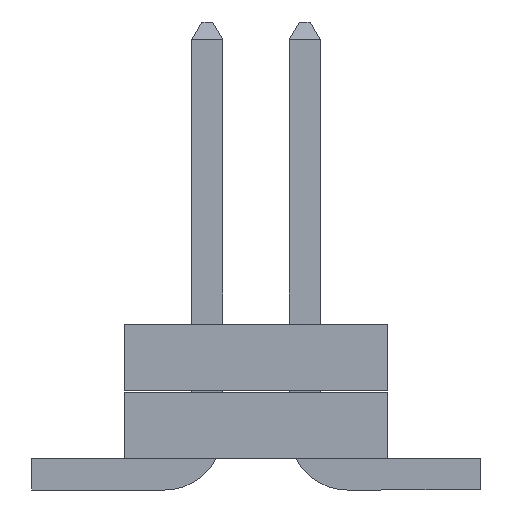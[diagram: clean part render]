
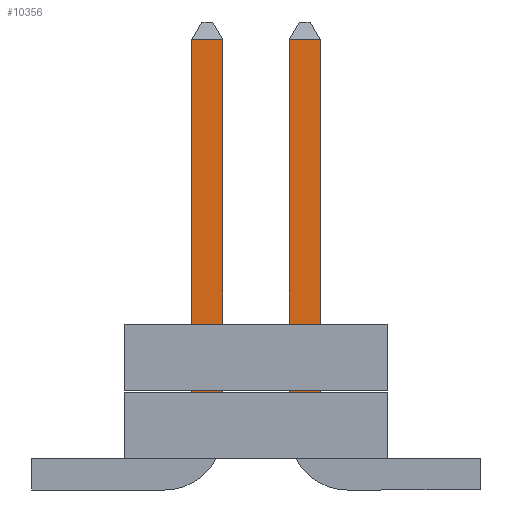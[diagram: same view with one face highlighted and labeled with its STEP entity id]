
A CAD part, left-side view. The second image highlights one B-rep face of the part: STEP entity #10356.
In plain terms, the highlighted planar face has unit normal (-1, 0, 0).
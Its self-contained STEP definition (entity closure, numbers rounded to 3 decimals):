
#221 = VERTEX_POINT('',#222);
#222 = CARTESIAN_POINT('',(-21.158,5.461,0.838));
#1543 = VERTEX_POINT('',#1544);
#1544 = CARTESIAN_POINT('',(-21.158,5.461,-0.838));
#3884 = VERTEX_POINT('',#3885);
#3885 = CARTESIAN_POINT('',(-21.158,5.461,-0.432));
#4909 = VERTEX_POINT('',#4910);
#4910 = CARTESIAN_POINT('',(-21.158,5.461,0.432));
#7001 = EDGE_CURVE('',#221,#7002,#7004,.T.);
#7002 = VERTEX_POINT('',#7003);
#7003 = CARTESIAN_POINT('',(-21.158,0.301,0.838));
#7004 = LINE('',#7005,#7006);
#7005 = CARTESIAN_POINT('',(-21.158,5.461,0.838));
#7006 = VECTOR('',#7007,1.);
#7007 = DIRECTION('',(0.,-1.,0.));
#7791 = EDGE_CURVE('',#7002,#7792,#7794,.T.);
#7792 = VERTEX_POINT('',#7793);
#7793 = CARTESIAN_POINT('',(-21.158,0.301,-0.838));
#7794 = LINE('',#7795,#7796);
#7795 = CARTESIAN_POINT('',(-21.158,0.301,0.838));
#7796 = VECTOR('',#7797,1.);
#7797 = DIRECTION('',(0.,0.,-1.));
#8588 = EDGE_CURVE('',#7792,#1543,#8589,.T.);
#8589 = LINE('',#8590,#8591);
#8590 = CARTESIAN_POINT('',(-21.158,0.301,-0.838));
#8591 = VECTOR('',#8592,1.);
#8592 = DIRECTION('',(0.,1.,0.));
#8705 = EDGE_CURVE('',#3884,#8706,#8708,.T.);
#8706 = VERTEX_POINT('',#8707);
#8707 = CARTESIAN_POINT('',(-21.158,0.555,-0.432));
#8708 = LINE('',#8709,#8710);
#8709 = CARTESIAN_POINT('',(-21.158,5.461,-0.432));
#8710 = VECTOR('',#8711,1.);
#8711 = DIRECTION('',(0.,-1.,0.));
#9495 = EDGE_CURVE('',#8706,#9496,#9498,.T.);
#9496 = VERTEX_POINT('',#9497);
#9497 = CARTESIAN_POINT('',(-21.158,0.555,0.432));
#9498 = LINE('',#9499,#9500);
#9499 = CARTESIAN_POINT('',(-21.158,0.555,-0.432));
#9500 = VECTOR('',#9501,1.);
#9501 = DIRECTION('',(0.,0.,1.));
#10292 = EDGE_CURVE('',#9496,#4909,#10293,.T.);
#10293 = LINE('',#10294,#10295);
#10294 = CARTESIAN_POINT('',(-21.158,0.555,0.432));
#10295 = VECTOR('',#10296,1.);
#10296 = DIRECTION('',(0.,1.,0.));
#10356 = ADVANCED_FACE('',(#10357),#10377,.F.);
#10357 = FACE_BOUND('',#10358,.T.);
#10358 = EDGE_LOOP('',(#10359,#10360,#10361,#10367,#10368,#10369,#10370,
    #10376));
#10359 = ORIENTED_EDGE('',*,*,#7791,.F.);
#10360 = ORIENTED_EDGE('',*,*,#7001,.F.);
#10361 = ORIENTED_EDGE('',*,*,#10362,.T.);
#10362 = EDGE_CURVE('',#221,#4909,#10363,.T.);
#10363 = LINE('',#10364,#10365);
#10364 = CARTESIAN_POINT('',(-21.158,5.461,0.));
#10365 = VECTOR('',#10366,1.);
#10366 = DIRECTION('',(0.,0.,-1.));
#10367 = ORIENTED_EDGE('',*,*,#10292,.F.);
#10368 = ORIENTED_EDGE('',*,*,#9495,.F.);
#10369 = ORIENTED_EDGE('',*,*,#8705,.F.);
#10370 = ORIENTED_EDGE('',*,*,#10371,.T.);
#10371 = EDGE_CURVE('',#3884,#1543,#10372,.T.);
#10372 = LINE('',#10373,#10374);
#10373 = CARTESIAN_POINT('',(-21.158,5.461,0.));
#10374 = VECTOR('',#10375,1.);
#10375 = DIRECTION('',(0.,0.,-1.));
#10376 = ORIENTED_EDGE('',*,*,#8588,.F.);
#10377 = PLANE('',#10378);
#10378 = AXIS2_PLACEMENT_3D('',#10379,#10380,#10381);
#10379 = CARTESIAN_POINT('',(-21.158,0.,0.));
#10380 = DIRECTION('',(1.,0.,0.));
#10381 = DIRECTION('',(0.,0.,-1.));
